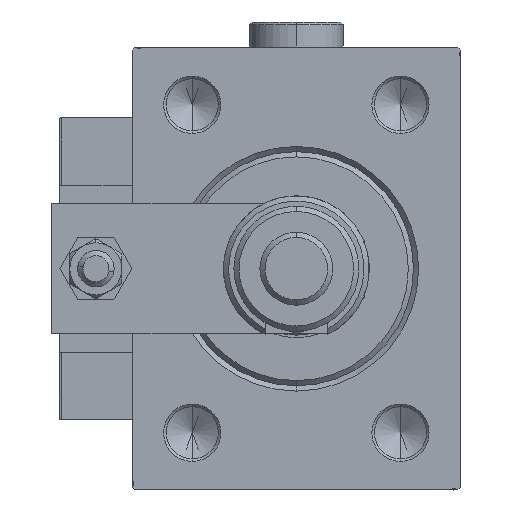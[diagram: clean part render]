
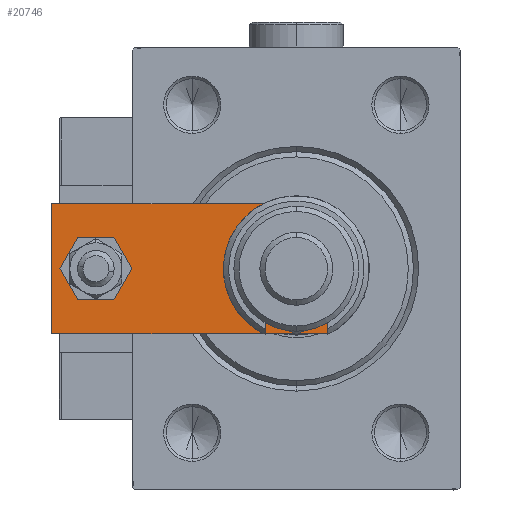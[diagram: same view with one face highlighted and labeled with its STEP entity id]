
A CAD part, left-side view. The second image highlights one B-rep face of the part: STEP entity #20746.
In plain terms, the highlighted face is planar.
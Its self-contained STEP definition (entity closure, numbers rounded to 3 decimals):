
#796 = VECTOR ( 'NONE', #14260, 1000. ) ;
#803 = VERTEX_POINT ( 'NONE', #49087 ) ;
#1897 = ORIENTED_EDGE ( 'NONE', *, *, #25108, .T. ) ;
#2526 = VECTOR ( 'NONE', #52820, 1000. ) ;
#2804 = ORIENTED_EDGE ( 'NONE', *, *, #20360, .T. ) ;
#3018 = EDGE_LOOP ( 'NONE', ( #45600, #1897, #10363, #9190, #39858, #2804 ) ) ;
#3046 = LINE ( 'NONE', #16678, #22758 ) ;
#6017 = CIRCLE ( 'NONE', #53288, 4. ) ;
#6212 = CARTESIAN_POINT ( 'NONE',  ( 0., 51.5, 6. ) ) ;
#6660 = CARTESIAN_POINT ( 'NONE',  ( -4., 51.5, 6. ) ) ;
#7119 = AXIS2_PLACEMENT_3D ( 'NONE', #21873, #16309, #50379 ) ;
#7436 = CARTESIAN_POINT ( 'NONE',  ( 4., 51.5, 6. ) ) ;
#9047 = CARTESIAN_POINT ( 'NONE',  ( 5.5, 0., 6. ) ) ;
#9147 = EDGE_CURVE ( 'NONE', #50380, #9948, #3046, .T. ) ;
#9190 = ORIENTED_EDGE ( 'NONE', *, *, #33749, .T. ) ;
#9488 = CARTESIAN_POINT ( 'NONE',  ( -12.5, 60., 6. ) ) ;
#9948 = VERTEX_POINT ( 'NONE', #54960 ) ;
#10352 = EDGE_CURVE ( 'NONE', #46923, #48014, #34484, .T. ) ;
#10363 = ORIENTED_EDGE ( 'NONE', *, *, #49713, .T. ) ;
#10544 = DIRECTION ( 'NONE',  ( 0.707, 0.707, 0. ) ) ;
#10866 = VERTEX_POINT ( 'NONE', #15638 ) ;
#13549 = DIRECTION ( 'NONE',  ( 0., 0., 1. ) ) ;
#13675 = PLANE ( 'NONE',  #17661 ) ;
#13973 = AXIS2_PLACEMENT_3D ( 'NONE', #15330, #49403, #16683 ) ;
#14107 = ORIENTED_EDGE ( 'NONE', *, *, #10352, .F. ) ;
#14260 = DIRECTION ( 'NONE',  ( 1., 0., 0. ) ) ;
#14546 = ORIENTED_EDGE ( 'NONE', *, *, #17969, .F. ) ;
#15330 = CARTESIAN_POINT ( 'NONE',  ( 0., 13., 6. ) ) ;
#15638 = CARTESIAN_POINT ( 'NONE',  ( -5.5, 0., 6. ) ) ;
#16014 = CIRCLE ( 'NONE', #7119, 8.25 ) ;
#16309 = DIRECTION ( 'NONE',  ( 0., 0., 1. ) ) ;
#16678 = CARTESIAN_POINT ( 'NONE',  ( 12.5, 0., 6. ) ) ;
#16683 = DIRECTION ( 'NONE',  ( 1., 0., 0. ) ) ;
#17642 = ORIENTED_EDGE ( 'NONE', *, *, #19503, .F. ) ;
#17661 = AXIS2_PLACEMENT_3D ( 'NONE', #38806, #18697, #44117 ) ;
#17969 = EDGE_CURVE ( 'NONE', #803, #45749, #47854, .T. ) ;
#18687 = EDGE_LOOP ( 'NONE', ( #17642, #14107 ) ) ;
#18697 = DIRECTION ( 'NONE',  ( 0., 0., 1. ) ) ;
#18764 = CARTESIAN_POINT ( 'NONE',  ( 12.5, 60., 6. ) ) ;
#19503 = EDGE_CURVE ( 'NONE', #48014, #46923, #6017, .T. ) ;
#20360 = EDGE_CURVE ( 'NONE', #9948, #51867, #44466, .T. ) ;
#20746 = ADVANCED_FACE ( 'NONE', ( #51651, #26516, #21781 ), #13675, .T. ) ;
#21781 = FACE_BOUND ( 'NONE', #25915, .T. ) ;
#21873 = CARTESIAN_POINT ( 'NONE',  ( 0., 13., 6. ) ) ;
#22046 = DIRECTION ( 'NONE',  ( 0., -1., 0. ) ) ;
#22758 = VECTOR ( 'NONE', #28718, 1000. ) ;
#23242 = DIRECTION ( 'NONE',  ( 0., 0., 1. ) ) ;
#25108 = EDGE_CURVE ( 'NONE', #53289, #10866, #32438, .T. ) ;
#25915 = EDGE_LOOP ( 'NONE', ( #14546, #42530 ) ) ;
#26516 = FACE_OUTER_BOUND ( 'NONE', #3018, .T. ) ;
#26820 = LINE ( 'NONE', #35750, #796 ) ;
#26976 = EDGE_CURVE ( 'NONE', #45749, #803, #16014, .T. ) ;
#26988 = VECTOR ( 'NONE', #10544, 1000. ) ;
#27169 = CARTESIAN_POINT ( 'NONE',  ( 8.25, 13., 6. ) ) ;
#28480 = EDGE_CURVE ( 'NONE', #51867, #53289, #50547, .T. ) ;
#28524 = DIRECTION ( 'NONE',  ( 0.707, -0.707, 0. ) ) ;
#28718 = DIRECTION ( 'NONE',  ( 0., 1., 0. ) ) ;
#30034 = DIRECTION ( 'NONE',  ( 1., 0., 0. ) ) ;
#32438 = LINE ( 'NONE', #49473, #34762 ) ;
#33749 = EDGE_CURVE ( 'NONE', #49408, #50380, #51592, .T. ) ;
#34484 = CIRCLE ( 'NONE', #38071, 4. ) ;
#34762 = VECTOR ( 'NONE', #28524, 1000. ) ;
#35750 = CARTESIAN_POINT ( 'NONE',  ( -12.5, 0., 6. ) ) ;
#38071 = AXIS2_PLACEMENT_3D ( 'NONE', #47892, #13549, #30034 ) ;
#38806 = CARTESIAN_POINT ( 'NONE',  ( 0., 0., 6. ) ) ;
#39518 = CARTESIAN_POINT ( 'NONE',  ( 12.5, 7., 6. ) ) ;
#39858 = ORIENTED_EDGE ( 'NONE', *, *, #9147, .T. ) ;
#40260 = DIRECTION ( 'NONE',  ( 1., 0., 0. ) ) ;
#42530 = ORIENTED_EDGE ( 'NONE', *, *, #26976, .F. ) ;
#44062 = CARTESIAN_POINT ( 'NONE',  ( 2.75, -2.75, 6. ) ) ;
#44117 = DIRECTION ( 'NONE',  ( 1., 0., 0. ) ) ;
#44466 = LINE ( 'NONE', #18764, #2526 ) ;
#45061 = CARTESIAN_POINT ( 'NONE',  ( -12.5, 60., 6. ) ) ;
#45600 = ORIENTED_EDGE ( 'NONE', *, *, #28480, .T. ) ;
#45749 = VERTEX_POINT ( 'NONE', #27169 ) ;
#46923 = VERTEX_POINT ( 'NONE', #7436 ) ;
#47854 = CIRCLE ( 'NONE', #13973, 8.25 ) ;
#47892 = CARTESIAN_POINT ( 'NONE',  ( 0., 51.5, 6. ) ) ;
#48014 = VERTEX_POINT ( 'NONE', #6660 ) ;
#48909 = CARTESIAN_POINT ( 'NONE',  ( -12.5, 7., 6. ) ) ;
#49087 = CARTESIAN_POINT ( 'NONE',  ( -8.25, 13., 6. ) ) ;
#49403 = DIRECTION ( 'NONE',  ( 0., 0., 1. ) ) ;
#49408 = VERTEX_POINT ( 'NONE', #9047 ) ;
#49473 = CARTESIAN_POINT ( 'NONE',  ( -2.75, -2.75, 6. ) ) ;
#49713 = EDGE_CURVE ( 'NONE', #10866, #49408, #26820, .T. ) ;
#49979 = VECTOR ( 'NONE', #22046, 1000. ) ;
#50379 = DIRECTION ( 'NONE',  ( 1., 0., 0. ) ) ;
#50380 = VERTEX_POINT ( 'NONE', #39518 ) ;
#50547 = LINE ( 'NONE', #9488, #49979 ) ;
#51592 = LINE ( 'NONE', #44062, #26988 ) ;
#51651 = FACE_BOUND ( 'NONE', #18687, .T. ) ;
#51867 = VERTEX_POINT ( 'NONE', #45061 ) ;
#52820 = DIRECTION ( 'NONE',  ( -1., 0., 0. ) ) ;
#53288 = AXIS2_PLACEMENT_3D ( 'NONE', #6212, #23242, #40260 ) ;
#53289 = VERTEX_POINT ( 'NONE', #48909 ) ;
#54960 = CARTESIAN_POINT ( 'NONE',  ( 12.5, 60., 6. ) ) ;
